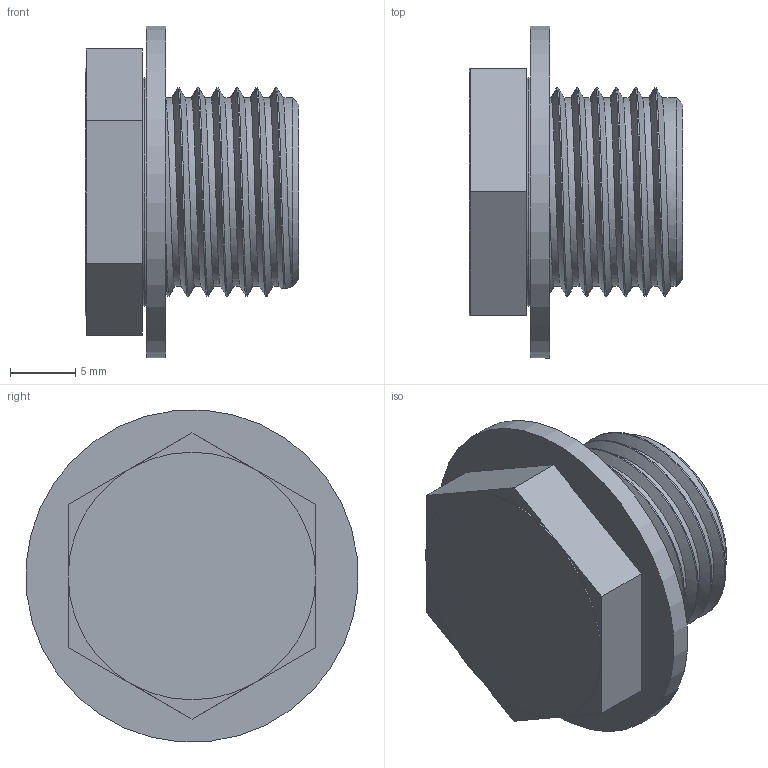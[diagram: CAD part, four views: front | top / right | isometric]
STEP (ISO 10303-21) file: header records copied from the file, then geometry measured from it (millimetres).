
FILE_DESCRIPTION(/* description */ ('Verschlusschraube HISI sechskant Ex M16'),/* implementation_level */ '2;1');
FILE_NAME(/* name */ '83007516X3HISI-RST.stp',/* time_stamp */ '2021-03-29T09:10:59+02:00',/* author */ ('sl'),/* organization */ (''),/* preprocessor_version */ 'ST-DEVELOPER v16.5',/* originating_system */ 'Autodesk Inventor 2017',/* authorisation */ '');
FILE_SCHEMA (('AUTOMOTIVE_DESIGN { 1 0 10303 214 3 1 1 }'));
Length unit declared in the file: millimetre
Products named in the file (3): 83007516X3HISI; 83007516X3HI; 83007516X3HI_1
Assembly tree (2 placements, depth 2):
  83007516X3HISI
    83007516X3HI
    83007516X3HI_1
Bounding box: 16.4 x 25.46 x 25.46 mm (x, y, z)
Volume: 2824.1 mm3; surface area: 3040.6 mm2
Topology: 2 solids, 2 shells, 46 faces, 100 edges, 62 vertices
Faces by surface type: plane 22, cylinder 19, bspline 2, torus 2, cone 1
Full cylindrical faces by diameter (mm): 11 x1, 14.478 x7, 15.3 x1, 15.61 x1, 15.9 x1, 16.9 x1, 17.5 x1, 19 x1, 25.52 x1
Entity records: 2320 total; most frequent: CARTESIAN_POINT 1470, DIRECTION 162, ORIENTED_EDGE 132, EDGE_CURVE 66, AXIS2_PLACEMENT_3D 66, EDGE_LOOP 57, VERTEX_POINT 47, FACE_OUTER_BOUND 39
